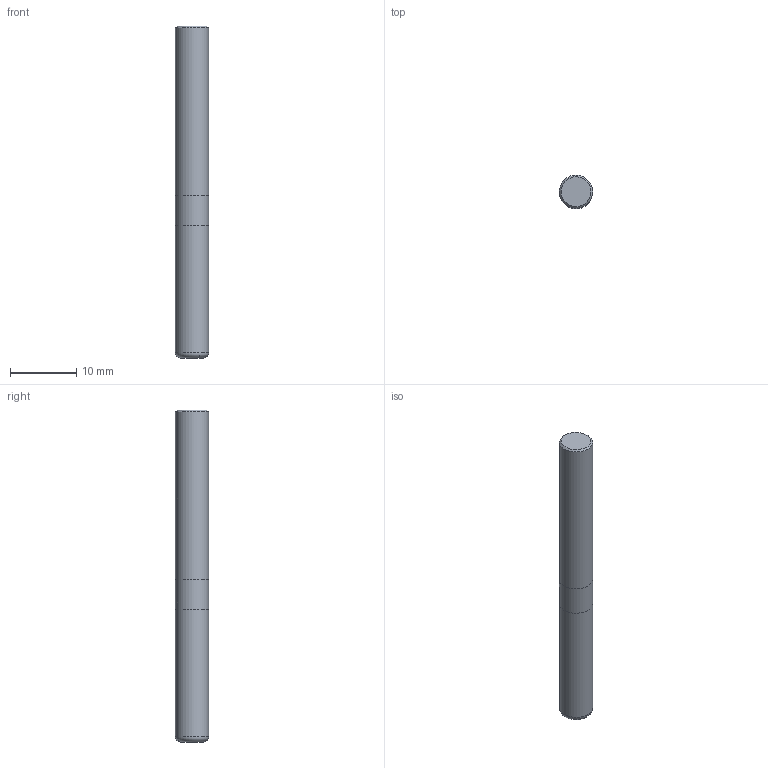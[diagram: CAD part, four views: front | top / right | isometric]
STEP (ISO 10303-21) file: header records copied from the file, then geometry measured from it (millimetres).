
FILE_DESCRIPTION(('Open CASCADE Model'),'2;1');
FILE_NAME('Open CASCADE Shape Model','2021-06-28T09:57:02',('Author'),( 'Open CASCADE'),'Open CASCADE STEP processor 7.5','Open CASCADE 7.5' ,'Unknown');
FILE_SCHEMA(('AUTOMOTIVE_DESIGN { 1 0 10303 214 1 1 1 1 }'));
Length unit declared in the file: millimetre
Products named in the file (4): Open CASCADE STEP translator 7.5 31; Open CASCADE STEP translator 7.5 31.1; Open CASCADE STEP translator 7.5 32; Open CASCADE STEP translator 7.5 32.1
Assembly tree (2 placements, depth 2):
  Open CASCADE STEP translator 7.5 31
    Open CASCADE STEP translator 7.5 31.1
  Open CASCADE STEP translator 7.5 32
    Open CASCADE STEP translator 7.5 32.1
Bounding box: 5 x 5 x 50 mm (x, y, z)
Volume: 979.3 mm3; surface area: 855.9 mm2
Topology: 2 solids, 2 shells, 14 faces, 24 edges, 14 vertices
Faces by surface type: cylinder 6, plane 4, torus 2, cone 2
Entity records: 403 total; most frequent: DIRECTION 80, CARTESIAN_POINT 59, ORIENTED_EDGE 48, AXIS2_PLACEMENT_3D 36, EDGE_CURVE 24, CIRCLE 16, ADVANCED_FACE 14, FACE_BOUND 14
